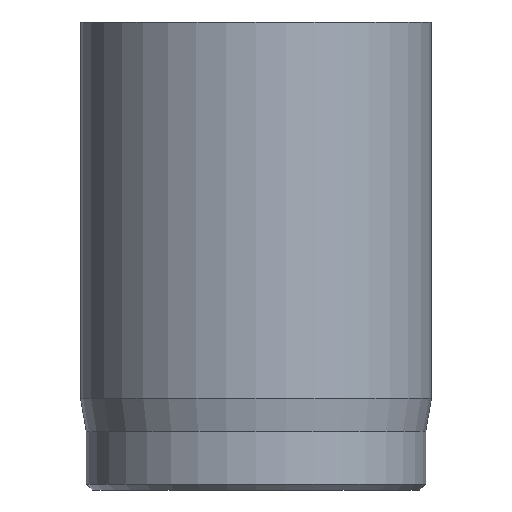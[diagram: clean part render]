
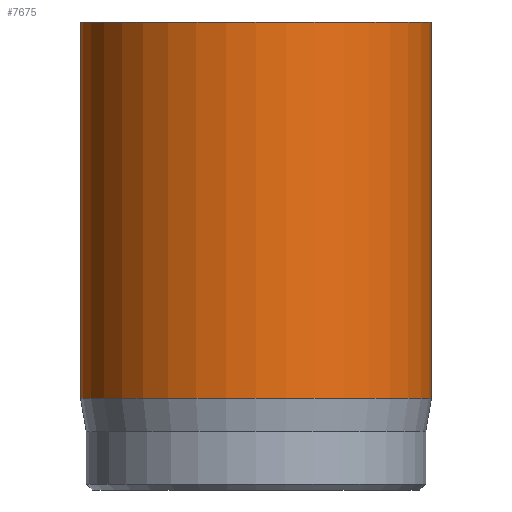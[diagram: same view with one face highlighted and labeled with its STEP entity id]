
A CAD part, front view. The second image highlights one B-rep face of the part: STEP entity #7675.
In plain terms, the highlighted cylindrical face has radius 3 mm (diameter 6 mm), a full revolution.
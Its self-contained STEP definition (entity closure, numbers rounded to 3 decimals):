
#31=CYLINDRICAL_SURFACE('',#8000,3.);
#45=CIRCLE('',#7975,3.);
#57=CIRCLE('',#7998,3.);
#58=CIRCLE('',#7999,3.);
#1063=FACE_OUTER_BOUND('',#1535,.T.);
#1535=EDGE_LOOP('',(#6937,#6938,#6939,#6940,#6941));
#2246=LINE('',#13897,#2963);
#2963=VECTOR('',#9209,3.);
#3684=VERTEX_POINT('',#13850);
#3696=VERTEX_POINT('',#13891);
#3697=VERTEX_POINT('',#13892);
#4765=EDGE_CURVE('',#3684,#3684,#45,.T.);
#4783=EDGE_CURVE('',#3696,#3697,#57,.T.);
#4784=EDGE_CURVE('',#3697,#3696,#58,.T.);
#4786=EDGE_CURVE('',#3684,#3696,#2246,.T.);
#6937=ORIENTED_EDGE('',*,*,#4765,.T.);
#6938=ORIENTED_EDGE('',*,*,#4786,.T.);
#6939=ORIENTED_EDGE('',*,*,#4783,.T.);
#6940=ORIENTED_EDGE('',*,*,#4784,.T.);
#6941=ORIENTED_EDGE('',*,*,#4786,.F.);
#7675=ADVANCED_FACE('',(#1063),#31,.T.);
#7975=AXIS2_PLACEMENT_3D('',#13851,#9150,#9151);
#7998=AXIS2_PLACEMENT_3D('',#13893,#9202,#9203);
#7999=AXIS2_PLACEMENT_3D('',#13894,#9204,#9205);
#8000=AXIS2_PLACEMENT_3D('',#13896,#9207,#9208);
#9150=DIRECTION('center_axis',(0.,0.,-1.));
#9151=DIRECTION('ref_axis',(-1.,0.,0.));
#9202=DIRECTION('center_axis',(0.,0.,1.));
#9203=DIRECTION('ref_axis',(-1.,0.,0.));
#9204=DIRECTION('center_axis',(0.,0.,1.));
#9205=DIRECTION('ref_axis',(-1.,0.,0.));
#9207=DIRECTION('center_axis',(0.,0.,1.));
#9208=DIRECTION('ref_axis',(-1.,0.,0.));
#9209=DIRECTION('',(0.,0.,-1.));
#13850=CARTESIAN_POINT('',(3.,0.,8.));
#13851=CARTESIAN_POINT('Origin',(0.,0.,8.));
#13891=CARTESIAN_POINT('',(3.,0.,1.567));
#13892=CARTESIAN_POINT('',(-3.,0.,1.567));
#13893=CARTESIAN_POINT('Origin',(0.,0.,1.567));
#13894=CARTESIAN_POINT('Origin',(0.,0.,1.567));
#13896=CARTESIAN_POINT('Origin',(0.,0.,0.));
#13897=CARTESIAN_POINT('',(3.,0.,0.));
